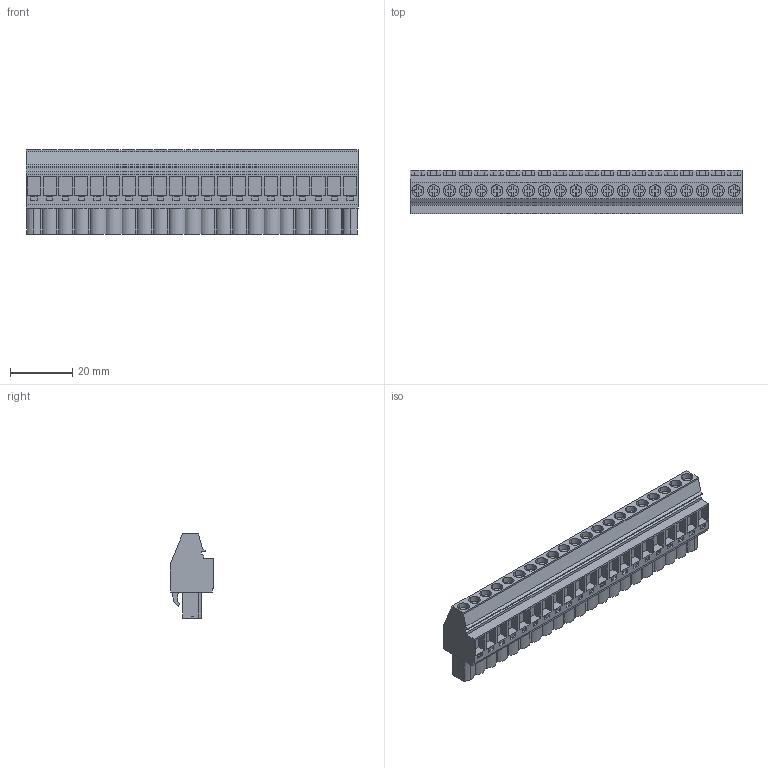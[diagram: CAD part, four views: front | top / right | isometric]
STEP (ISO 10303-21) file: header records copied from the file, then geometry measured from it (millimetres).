
FILE_DESCRIPTION(('CATIA V5 STEP','CAx-IF Rec.Pracs.--- Model Styling and Organization---1.2---2011-12-15'),'2;1');
FILE_NAME ('D1460139_0_1948980000_1948980000.stp','2017-09-09T07:54:25+00:00',('none'),('Weidmueller'),'CATIA Version 5-6 Release 2014','CATIA V5 STEP AP214','none');
FILE_SCHEMA(('AUTOMOTIVE_DESIGN { 1 0 10303 214 1 1 1 1 }'));
Length unit declared in the file: millimetre
Products named in the file (1): 1948980000
Bounding box: 106.68 x 14.1 x 27.1 mm (x, y, z)
Volume: 24187.6 mm3; surface area: 13948.8 mm2
Topology: 22 solids, 22 shells, 1344 faces, 3777 edges, 2562 vertices
Faces by surface type: plane 1153, cylinder 187, extrusion 4
Entity records: 40542 total; most frequent: CARTESIAN_POINT 7806, ORIENTED_EDGE 7554, DIRECTION 5379, EDGE_CURVE 3777, VECTOR 3315, LINE 3311, VERTEX_POINT 2562, EDGE_LOOP 1431
